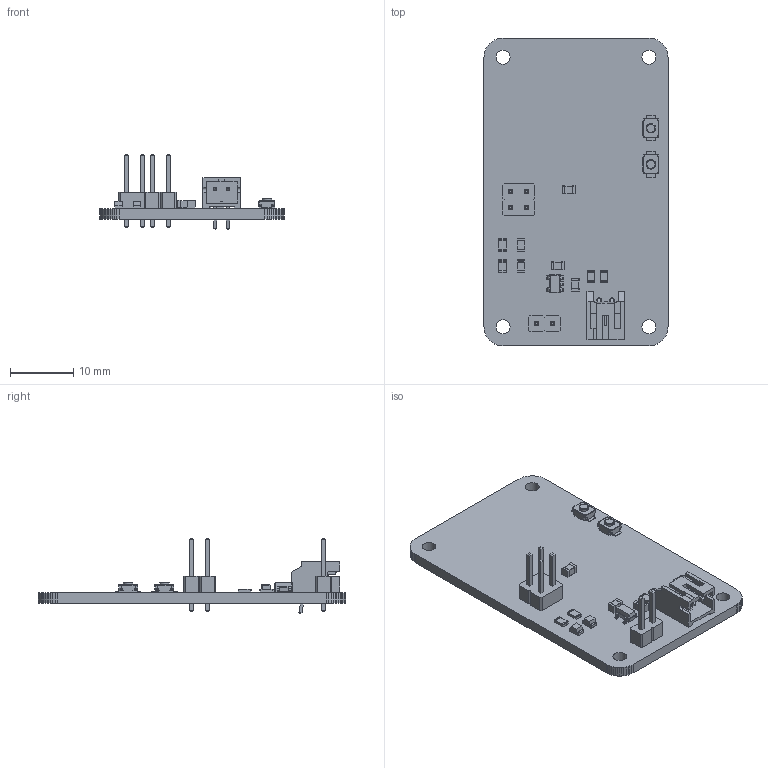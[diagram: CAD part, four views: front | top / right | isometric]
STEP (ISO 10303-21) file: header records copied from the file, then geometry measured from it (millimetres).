
FILE_DESCRIPTION(('KiCad electronic assembly'),'2;1');
FILE_NAME('lora trigger attiny1616.step','2023-10-29T10:18:31',('Pcbnew' ),('Kicad'),'Open CASCADE STEP processor 7.7', 'KiCad to STEP converter','Unknown');
FILE_SCHEMA(('AUTOMOTIVE_DESIGN { 1 0 10303 214 1 1 1 1 }'));
Length unit declared in the file: millimetre
Products named in the file (18): lora trigger attiny1616 1; R_0805_2012Metric; SOLID; PinHeader_1x02_P2.54mm_Vertical; C_0805_2012Metric; SOT-23-5; PinHeader_2x02_P2.54mm_Vertical; LED_0805_2012Metric; SW_SPST_B3U-1000P; JST_PH_S2B-PH-K_1x02_P2.00mm_Horizontal; _autosave-lora trigger attiny1616 PCB
Assembly tree (24 placements, depth 3):
  lora trigger attiny1616 1
    R_0805_2012Metric  x4
      SOLID
    PinHeader_1x02_P2.54mm_Vertical
      SOLID
    C_0805_2012Metric  x3
      SOLID
    SOT-23-5
      SOLID
    PinHeader_2x02_P2.54mm_Vertical
      SOLID
    LED_0805_2012Metric  x2
      SOLID
    SW_SPST_B3U-1000P  x2
      SOLID
    JST_PH_S2B-PH-K_1x02_P2.00mm_Horizontal
      SOLID
    _autosave-lora trigger attiny1616 PCB
Bounding box: 29 x 48.5 x 11.94 mm (x, y, z)
Volume: 2561.4 mm3; surface area: 3903.9 mm2
Topology: 16 solids, 16 shells, 1205 faces, 3117 edges, 1908 vertices
Faces by surface type: plane 784, cylinder 324, sphere 34, torus 34, bspline 29
Full cylindrical faces by diameter (mm): 0.75 x2, 1 x6, 1.5 x2, 2.2 x4
Entity records: 57159 total; most frequent: CARTESIAN_POINT 11485, DIRECTION 7591, LINE 5283, VECTOR 5283, ORIENTED_EDGE 4004, PCURVE 4004, DEFINITIONAL_REPRESENTATION 4004, EDGE_CURVE 2002
